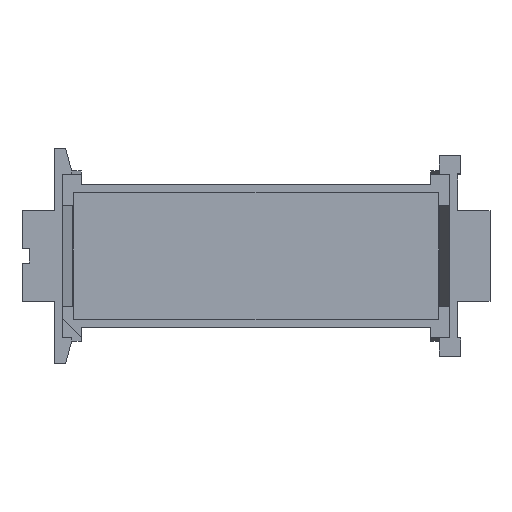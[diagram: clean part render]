
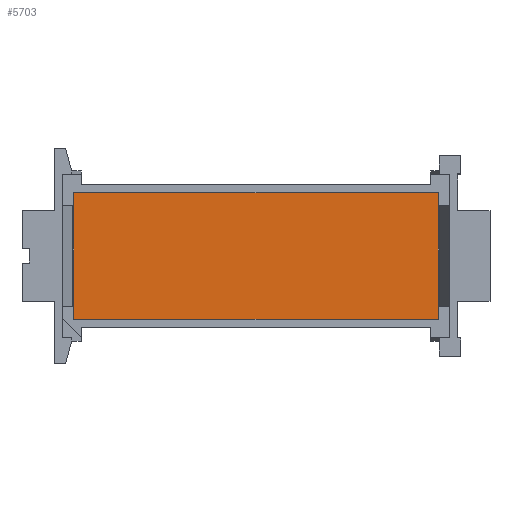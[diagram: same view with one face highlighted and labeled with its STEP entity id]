
A CAD part, top view. The second image highlights one B-rep face of the part: STEP entity #5703.
In plain terms, the highlighted planar face has unit normal (0, 0, 1).
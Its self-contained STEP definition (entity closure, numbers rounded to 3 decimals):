
#5405 = PLANE('',#5406);
#5406 = AXIS2_PLACEMENT_3D('',#5407,#5408,#5409);
#5407 = CARTESIAN_POINT('',(-18.,0.,-2.34));
#5408 = DIRECTION('',(1.,0.,0.));
#5409 = DIRECTION('',(-0.,0.,1.));
#5433 = PLANE('',#5434);
#5434 = AXIS2_PLACEMENT_3D('',#5435,#5436,#5437);
#5435 = CARTESIAN_POINT('',(0.,6.25,-2.34));
#5436 = DIRECTION('',(-0.,-1.,-0.));
#5437 = DIRECTION('',(0.,0.,-1.));
#5461 = PLANE('',#5462);
#5462 = AXIS2_PLACEMENT_3D('',#5463,#5464,#5465);
#5463 = CARTESIAN_POINT('',(18.,0.,-2.34));
#5464 = DIRECTION('',(-1.,-0.,-0.));
#5465 = DIRECTION('',(0.,0.,-1.));
#5487 = PLANE('',#5488);
#5488 = AXIS2_PLACEMENT_3D('',#5489,#5490,#5491);
#5489 = CARTESIAN_POINT('',(0.,-6.25,-2.34));
#5490 = DIRECTION('',(0.,1.,0.));
#5491 = DIRECTION('',(0.,-0.,1.));
#5503 = VERTEX_POINT('',#5504);
#5504 = CARTESIAN_POINT('',(18.,6.25,-2.94));
#5525 = EDGE_CURVE('',#5503,#5526,#5528,.T.);
#5526 = VERTEX_POINT('',#5527);
#5527 = CARTESIAN_POINT('',(18.,-6.25,-2.94));
#5528 = SURFACE_CURVE('',#5529,(#5533,#5540),.PCURVE_S1.);
#5529 = LINE('',#5530,#5531);
#5530 = CARTESIAN_POINT('',(18.,6.25,-2.94));
#5531 = VECTOR('',#5532,1.);
#5532 = DIRECTION('',(0.,-1.,0.));
#5533 = PCURVE('',#5461,#5534);
#5534 = DEFINITIONAL_REPRESENTATION('',(#5535),#5539);
#5535 = LINE('',#5536,#5537);
#5536 = CARTESIAN_POINT('',(0.6,-6.25));
#5537 = VECTOR('',#5538,1.);
#5538 = DIRECTION('',(0.,1.));
#5539 = ( GEOMETRIC_REPRESENTATION_CONTEXT(2) 
PARAMETRIC_REPRESENTATION_CONTEXT() REPRESENTATION_CONTEXT('2D SPACE',''
  ) );
#5540 = PCURVE('',#5541,#5546);
#5541 = PLANE('',#5542);
#5542 = AXIS2_PLACEMENT_3D('',#5543,#5544,#5545);
#5543 = CARTESIAN_POINT('',(0.,0.,-2.94));
#5544 = DIRECTION('',(0.,0.,1.));
#5545 = DIRECTION('',(1.,0.,-0.));
#5546 = DEFINITIONAL_REPRESENTATION('',(#5547),#5551);
#5547 = LINE('',#5548,#5549);
#5548 = CARTESIAN_POINT('',(18.,6.25));
#5549 = VECTOR('',#5550,1.);
#5550 = DIRECTION('',(0.,-1.));
#5551 = ( GEOMETRIC_REPRESENTATION_CONTEXT(2) 
PARAMETRIC_REPRESENTATION_CONTEXT() REPRESENTATION_CONTEXT('2D SPACE',''
  ) );
#5703 = ADVANCED_FACE('',(#5704),#5541,.T.);
#5704 = FACE_BOUND('',#5705,.T.);
#5705 = EDGE_LOOP('',(#5706,#5707,#5730,#5753));
#5706 = ORIENTED_EDGE('',*,*,#5525,.F.);
#5707 = ORIENTED_EDGE('',*,*,#5708,.T.);
#5708 = EDGE_CURVE('',#5503,#5709,#5711,.T.);
#5709 = VERTEX_POINT('',#5710);
#5710 = CARTESIAN_POINT('',(-18.,6.25,-2.94));
#5711 = SURFACE_CURVE('',#5712,(#5716,#5723),.PCURVE_S1.);
#5712 = LINE('',#5713,#5714);
#5713 = CARTESIAN_POINT('',(18.,6.25,-2.94));
#5714 = VECTOR('',#5715,1.);
#5715 = DIRECTION('',(-1.,0.,0.));
#5716 = PCURVE('',#5541,#5717);
#5717 = DEFINITIONAL_REPRESENTATION('',(#5718),#5722);
#5718 = LINE('',#5719,#5720);
#5719 = CARTESIAN_POINT('',(18.,6.25));
#5720 = VECTOR('',#5721,1.);
#5721 = DIRECTION('',(-1.,0.));
#5722 = ( GEOMETRIC_REPRESENTATION_CONTEXT(2) 
PARAMETRIC_REPRESENTATION_CONTEXT() REPRESENTATION_CONTEXT('2D SPACE',''
  ) );
#5723 = PCURVE('',#5433,#5724);
#5724 = DEFINITIONAL_REPRESENTATION('',(#5725),#5729);
#5725 = LINE('',#5726,#5727);
#5726 = CARTESIAN_POINT('',(0.6,18.));
#5727 = VECTOR('',#5728,1.);
#5728 = DIRECTION('',(0.,-1.));
#5729 = ( GEOMETRIC_REPRESENTATION_CONTEXT(2) 
PARAMETRIC_REPRESENTATION_CONTEXT() REPRESENTATION_CONTEXT('2D SPACE',''
  ) );
#5730 = ORIENTED_EDGE('',*,*,#5731,.T.);
#5731 = EDGE_CURVE('',#5709,#5732,#5734,.T.);
#5732 = VERTEX_POINT('',#5733);
#5733 = CARTESIAN_POINT('',(-18.,-6.25,-2.94));
#5734 = SURFACE_CURVE('',#5735,(#5739,#5746),.PCURVE_S1.);
#5735 = LINE('',#5736,#5737);
#5736 = CARTESIAN_POINT('',(-18.,6.25,-2.94));
#5737 = VECTOR('',#5738,1.);
#5738 = DIRECTION('',(0.,-1.,0.));
#5739 = PCURVE('',#5541,#5740);
#5740 = DEFINITIONAL_REPRESENTATION('',(#5741),#5745);
#5741 = LINE('',#5742,#5743);
#5742 = CARTESIAN_POINT('',(-18.,6.25));
#5743 = VECTOR('',#5744,1.);
#5744 = DIRECTION('',(0.,-1.));
#5745 = ( GEOMETRIC_REPRESENTATION_CONTEXT(2) 
PARAMETRIC_REPRESENTATION_CONTEXT() REPRESENTATION_CONTEXT('2D SPACE',''
  ) );
#5746 = PCURVE('',#5405,#5747);
#5747 = DEFINITIONAL_REPRESENTATION('',(#5748),#5752);
#5748 = LINE('',#5749,#5750);
#5749 = CARTESIAN_POINT('',(-0.6,-6.25));
#5750 = VECTOR('',#5751,1.);
#5751 = DIRECTION('',(0.,1.));
#5752 = ( GEOMETRIC_REPRESENTATION_CONTEXT(2) 
PARAMETRIC_REPRESENTATION_CONTEXT() REPRESENTATION_CONTEXT('2D SPACE',''
  ) );
#5753 = ORIENTED_EDGE('',*,*,#5754,.T.);
#5754 = EDGE_CURVE('',#5732,#5526,#5755,.T.);
#5755 = SURFACE_CURVE('',#5756,(#5760,#5767),.PCURVE_S1.);
#5756 = LINE('',#5757,#5758);
#5757 = CARTESIAN_POINT('',(-18.,-6.25,-2.94));
#5758 = VECTOR('',#5759,1.);
#5759 = DIRECTION('',(1.,0.,0.));
#5760 = PCURVE('',#5541,#5761);
#5761 = DEFINITIONAL_REPRESENTATION('',(#5762),#5766);
#5762 = LINE('',#5763,#5764);
#5763 = CARTESIAN_POINT('',(-18.,-6.25));
#5764 = VECTOR('',#5765,1.);
#5765 = DIRECTION('',(1.,0.));
#5766 = ( GEOMETRIC_REPRESENTATION_CONTEXT(2) 
PARAMETRIC_REPRESENTATION_CONTEXT() REPRESENTATION_CONTEXT('2D SPACE',''
  ) );
#5767 = PCURVE('',#5487,#5768);
#5768 = DEFINITIONAL_REPRESENTATION('',(#5769),#5773);
#5769 = LINE('',#5770,#5771);
#5770 = CARTESIAN_POINT('',(-0.6,-18.));
#5771 = VECTOR('',#5772,1.);
#5772 = DIRECTION('',(0.,1.));
#5773 = ( GEOMETRIC_REPRESENTATION_CONTEXT(2) 
PARAMETRIC_REPRESENTATION_CONTEXT() REPRESENTATION_CONTEXT('2D SPACE',''
  ) );
